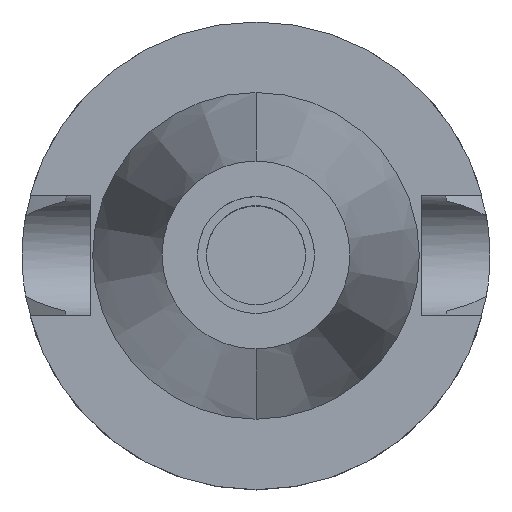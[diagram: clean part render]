
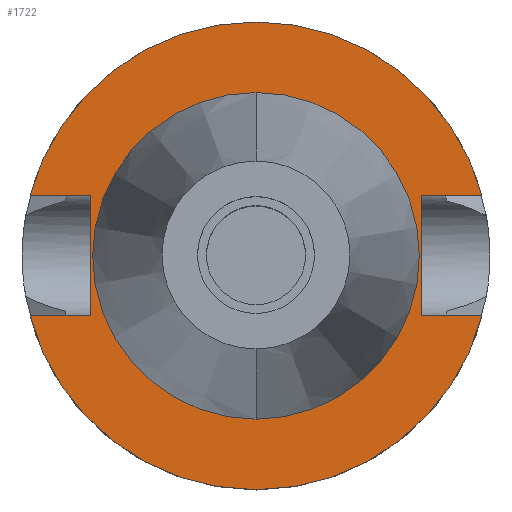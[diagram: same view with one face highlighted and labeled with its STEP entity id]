
A CAD part, top view. The second image highlights one B-rep face of the part: STEP entity #1722.
In plain terms, the highlighted planar face has unit normal (0, 0, 1).
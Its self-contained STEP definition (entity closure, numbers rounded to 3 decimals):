
#170=DIRECTION('',(0.,1.,0.));
#171=VECTOR('',#170,25.7);
#172=CARTESIAN_POINT('',(-35.4,-12.85,-1.5));
#173=LINE('',#172,#171);
#177=DIRECTION('',(-1.,0.,0.));
#178=VECTOR('',#177,12.921);
#179=CARTESIAN_POINT('',(-35.4,12.85,-1.5));
#180=LINE('',#179,#178);
#184=CARTESIAN_POINT('',(0.,0.,-1.5));
#185=DIRECTION('',(0.,0.,-1.));
#186=DIRECTION('',(-0.966,0.257,0.));
#187=AXIS2_PLACEMENT_3D('',#184,#185,#186);
#192=CARTESIAN_POINT('',(0.,0.,-1.5));
#193=DIRECTION('',(0.,0.,-1.));
#194=DIRECTION('',(0.,1.,0.));
#195=AXIS2_PLACEMENT_3D('',#192,#193,#194);
#200=DIRECTION('',(0.,-1.,0.));
#201=VECTOR('',#200,25.7);
#202=CARTESIAN_POINT('',(35.4,12.85,-1.5));
#203=LINE('',#202,#201);
#207=DIRECTION('',(1.,0.,0.));
#208=VECTOR('',#207,12.921);
#209=CARTESIAN_POINT('',(35.4,-12.85,-1.5));
#210=LINE('',#209,#208);
#214=CARTESIAN_POINT('',(0.,0.,-1.5));
#215=DIRECTION('',(0.,0.,-1.));
#216=DIRECTION('',(0.966,-0.257,0.));
#217=AXIS2_PLACEMENT_3D('',#214,#215,#216);
#222=CARTESIAN_POINT('',(0.,0.,-1.5));
#223=DIRECTION('',(0.,0.,-1.));
#224=DIRECTION('',(0.,-1.,0.));
#225=AXIS2_PLACEMENT_3D('',#222,#223,#224);
#230=CARTESIAN_POINT('',(0.,0.,-1.5));
#231=DIRECTION('',(0.,0.,1.));
#232=DIRECTION('',(0.,1.,0.));
#233=AXIS2_PLACEMENT_3D('',#230,#231,#232);
#238=CARTESIAN_POINT('',(0.,0.,-1.5));
#239=DIRECTION('',(0.,0.,1.));
#240=DIRECTION('',(0.,-1.,0.));
#241=AXIS2_PLACEMENT_3D('',#238,#239,#240);
#276=DIRECTION('',(-1.,0.,0.));
#277=VECTOR('',#276,12.921);
#278=CARTESIAN_POINT('',(-35.4,-12.85,-1.5));
#279=LINE('',#278,#277);
#1185=DIRECTION('',(1.,0.,0.));
#1186=VECTOR('',#1185,12.921);
#1187=CARTESIAN_POINT('',(35.4,12.85,-1.5));
#1188=LINE('',#1187,#1186);
#1368=CARTESIAN_POINT('',(0.,34.925,-1.5));
#1369=VERTEX_POINT('',#1368);
#1370=CARTESIAN_POINT('',(0.,-34.925,-1.5));
#1371=VERTEX_POINT('',#1370);
#1372=CARTESIAN_POINT('',(-35.4,-12.85,-1.5));
#1373=CARTESIAN_POINT('',(-35.4,12.85,-1.5));
#1374=VERTEX_POINT('',#1372);
#1375=VERTEX_POINT('',#1373);
#1376=CARTESIAN_POINT('',(-48.321,12.85,-1.5));
#1377=VERTEX_POINT('',#1376);
#1378=CARTESIAN_POINT('',(0.,50.,-1.5));
#1379=CARTESIAN_POINT('',(48.321,12.85,-1.5));
#1380=VERTEX_POINT('',#1378);
#1381=VERTEX_POINT('',#1379);
#1382=CARTESIAN_POINT('',(35.4,12.85,-1.5));
#1383=VERTEX_POINT('',#1382);
#1384=CARTESIAN_POINT('',(35.4,-12.85,-1.5));
#1385=VERTEX_POINT('',#1384);
#1386=CARTESIAN_POINT('',(48.321,-12.85,-1.5));
#1387=VERTEX_POINT('',#1386);
#1388=CARTESIAN_POINT('',(0.,-50.,-1.5));
#1389=CARTESIAN_POINT('',(-48.321,-12.85,-1.5));
#1390=VERTEX_POINT('',#1388);
#1391=VERTEX_POINT('',#1389);
#1691=CARTESIAN_POINT('',(0.,0.,-1.5));
#1692=DIRECTION('',(0.,0.,-1.));
#1693=DIRECTION('',(0.,-1.,0.));
#1694=AXIS2_PLACEMENT_3D('',#1691,#1692,#1693);
#1695=PLANE('',#1694);
#1697=ORIENTED_EDGE('',*,*,#1696,.T.);
#1699=ORIENTED_EDGE('',*,*,#1698,.T.);
#1701=ORIENTED_EDGE('',*,*,#1700,.T.);
#1703=ORIENTED_EDGE('',*,*,#1702,.T.);
#1705=ORIENTED_EDGE('',*,*,#1704,.F.);
#1707=ORIENTED_EDGE('',*,*,#1706,.T.);
#1709=ORIENTED_EDGE('',*,*,#1708,.T.);
#1711=ORIENTED_EDGE('',*,*,#1710,.T.);
#1713=ORIENTED_EDGE('',*,*,#1712,.T.);
#1715=ORIENTED_EDGE('',*,*,#1714,.F.);
#1716=EDGE_LOOP('',(#1697,#1699,#1701,#1703,#1705,#1707,#1709,#1711,#1713,
#1715));
#1717=FACE_OUTER_BOUND('',#1716,.F.);
#1718=ORIENTED_EDGE('',*,*,#1673,.T.);
#1719=ORIENTED_EDGE('',*,*,#1684,.T.);
#1720=EDGE_LOOP('',(#1718,#1719));
#1721=FACE_BOUND('',#1720,.F.);
#188=CIRCLE('',#187,50.);
#196=CIRCLE('',#195,50.);
#218=CIRCLE('',#217,50.);
#226=CIRCLE('',#225,50.);
#234=CIRCLE('',#233,34.925);
#242=CIRCLE('',#241,34.925);
#1673=EDGE_CURVE('',#1369,#1371,#234,.T.);
#1684=EDGE_CURVE('',#1371,#1369,#242,.T.);
#1696=EDGE_CURVE('',#1374,#1375,#173,.T.);
#1698=EDGE_CURVE('',#1375,#1377,#180,.T.);
#1700=EDGE_CURVE('',#1377,#1380,#188,.T.);
#1702=EDGE_CURVE('',#1380,#1381,#196,.T.);
#1704=EDGE_CURVE('',#1383,#1381,#1188,.T.);
#1706=EDGE_CURVE('',#1383,#1385,#203,.T.);
#1708=EDGE_CURVE('',#1385,#1387,#210,.T.);
#1710=EDGE_CURVE('',#1387,#1390,#218,.T.);
#1712=EDGE_CURVE('',#1390,#1391,#226,.T.);
#1714=EDGE_CURVE('',#1374,#1391,#279,.T.);
#1722=ADVANCED_FACE('',(#1717,#1721),#1695,.F.);
